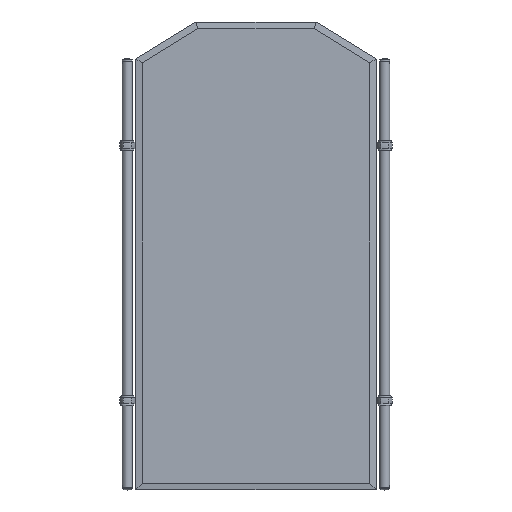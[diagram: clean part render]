
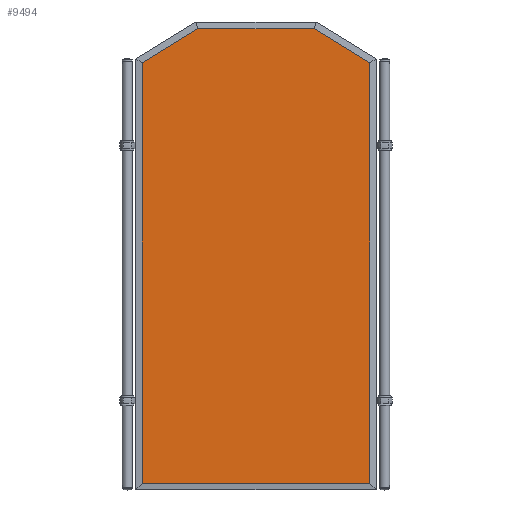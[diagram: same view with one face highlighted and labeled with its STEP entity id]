
A CAD part, top view. The second image highlights one B-rep face of the part: STEP entity #9494.
In plain terms, the highlighted planar face has unit normal (0, 0, 1).
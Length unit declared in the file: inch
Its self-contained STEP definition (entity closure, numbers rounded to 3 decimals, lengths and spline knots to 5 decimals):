
#9302=DIRECTION('',(1.,0.,0.));
#9303=VECTOR('',#9302,17.);
#9304=CARTESIAN_POINT('',(-8.5,0.5,0.25));
#9305=LINE('',#9304,#9303);
#9306=DIRECTION('',(0.,1.,0.));
#9307=VECTOR('',#9306,31.45064);
#9308=CARTESIAN_POINT('',(-8.5,0.5,0.25));
#9309=LINE('',#9308,#9307);
#9310=DIRECTION('',(-0.852,-0.524,0.));
#9311=VECTOR('',#9310,4.8633);
#9312=CARTESIAN_POINT('',(-4.35845,34.5,0.25));
#9313=LINE('',#9312,#9311);
#9314=DIRECTION('',(-1.,0.,0.));
#9315=VECTOR('',#9314,8.71689);
#9316=CARTESIAN_POINT('',(4.35845,34.5,0.25));
#9317=LINE('',#9316,#9315);
#9318=DIRECTION('',(-0.852,0.524,0.));
#9319=VECTOR('',#9318,4.8633);
#9320=CARTESIAN_POINT('',(8.5,31.95064,0.25));
#9321=LINE('',#9320,#9319);
#9322=DIRECTION('',(0.,1.,0.));
#9323=VECTOR('',#9322,31.45064);
#9324=CARTESIAN_POINT('',(8.5,0.5,0.25));
#9325=LINE('',#9324,#9323);
#9402=CARTESIAN_POINT('',(-8.5,0.5,0.25));
#9403=CARTESIAN_POINT('',(8.5,0.5,0.25));
#9404=VERTEX_POINT('',#9402);
#9405=VERTEX_POINT('',#9403);
#9406=CARTESIAN_POINT('',(8.5,31.95064,0.25));
#9407=VERTEX_POINT('',#9406);
#9408=CARTESIAN_POINT('',(4.35845,34.5,0.25));
#9409=VERTEX_POINT('',#9408);
#9410=CARTESIAN_POINT('',(-4.35845,34.5,0.25));
#9411=VERTEX_POINT('',#9410);
#9412=CARTESIAN_POINT('',(-8.5,31.95064,0.25));
#9413=VERTEX_POINT('',#9412);
#9476=CARTESIAN_POINT('',(0.,0.,0.25));
#9477=DIRECTION('',(0.,0.,1.));
#9478=DIRECTION('',(1.,0.,0.));
#9479=AXIS2_PLACEMENT_3D('',#9476,#9477,#9478);
#9480=PLANE('',#9479);
#9481=ORIENTED_EDGE('',*,*,#9466,.F.);
#9483=ORIENTED_EDGE('',*,*,#9482,.T.);
#9485=ORIENTED_EDGE('',*,*,#9484,.F.);
#9487=ORIENTED_EDGE('',*,*,#9486,.F.);
#9489=ORIENTED_EDGE('',*,*,#9488,.F.);
#9491=ORIENTED_EDGE('',*,*,#9490,.F.);
#9492=EDGE_LOOP('',(#9481,#9483,#9485,#9487,#9489,#9491));
#9493=FACE_OUTER_BOUND('',#9492,.F.);
#9494=ADVANCED_FACE('',(#9493),#9480,.T.);
#9466=EDGE_CURVE('',#9404,#9405,#9305,.T.);
#9482=EDGE_CURVE('',#9404,#9413,#9309,.T.);
#9484=EDGE_CURVE('',#9411,#9413,#9313,.T.);
#9486=EDGE_CURVE('',#9409,#9411,#9317,.T.);
#9488=EDGE_CURVE('',#9407,#9409,#9321,.T.);
#9490=EDGE_CURVE('',#9405,#9407,#9325,.T.);
